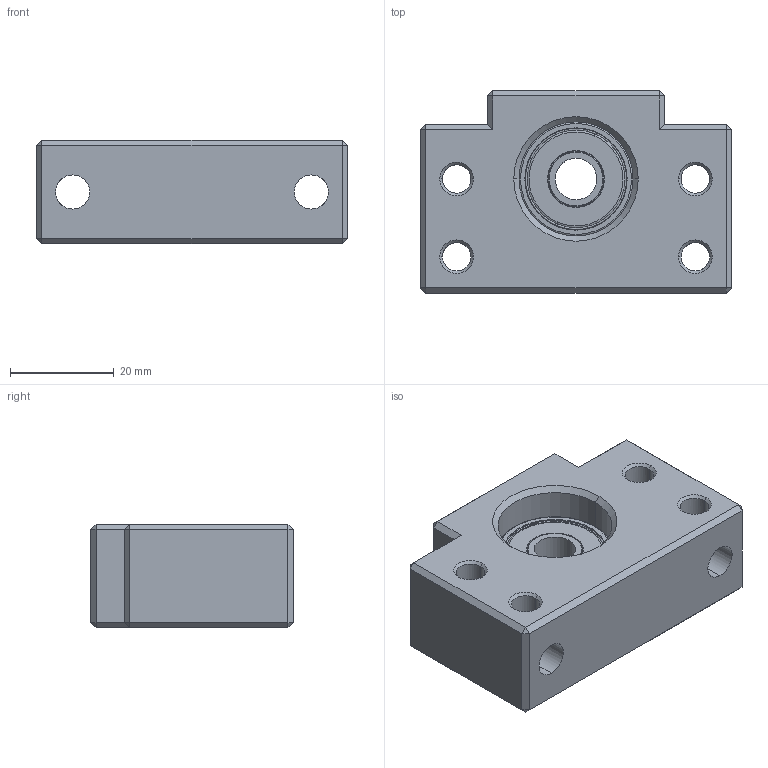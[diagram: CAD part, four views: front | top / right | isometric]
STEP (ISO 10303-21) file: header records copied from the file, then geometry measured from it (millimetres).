
FILE_DESCRIPTION(/* description */ ('Alibre Inc.'),/* implementation_level */ '2;1');
FILE_NAME(/* name */ 'export0',/* time_stamp */ '2016-07-06T17:49:28+02:00',/* author */ (''),/* organization */ (''),/* preprocessor_version */ 'ST-DEVELOPER v14',/* originating_system */ 'Alibre',/* authorisation */ '');
FILE_SCHEMA (('AUTOMOTIVE_DESIGN'));
Length unit declared in the file: millimetre
Products named in the file (13): BF10X
Bounding box: 60 x 39 x 20 mm (x, y, z)
Volume: 32895.1 mm3; surface area: 13429.6 mm2
Topology: 12 solids, 12 shells, 216 faces, 500 edges, 289 vertices
Faces by surface type: torus 62, plane 58, cylinder 54, cone 28, sphere 14
Entity records: 6653 total; most frequent: CARTESIAN_POINT 1542, DIRECTION 1068, ORIENTED_EDGE 924, AXIS2_PLACEMENT_3D 506, EDGE_CURVE 462, VERTEX_POINT 268, CIRCLE 254, EDGE_LOOP 244
